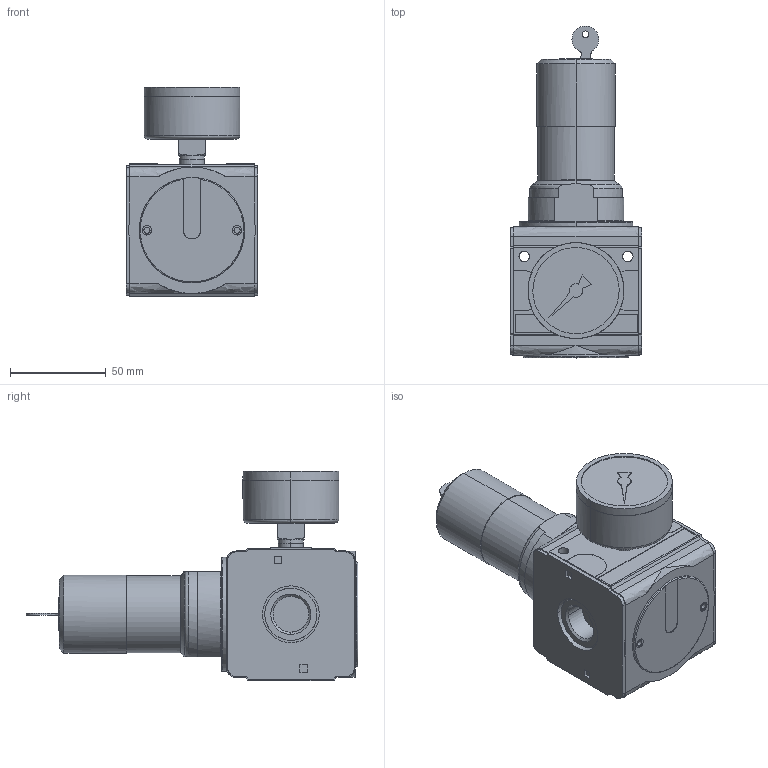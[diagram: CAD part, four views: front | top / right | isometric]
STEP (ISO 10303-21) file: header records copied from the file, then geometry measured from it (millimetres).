
FILE_DESCRIPTION(/* description */ (''),/* implementation_level */ '2;1');
FILE_NAME(/* name */ 'R33-~BE5',/* time_stamp */ '2019-01-04T12:38:41+01:00',/* author */ (''),/* organization */ (''),/* preprocessor_version */ 'ST-DEVELOPER v15',/* originating_system */ '',/* authorisation */ '');
FILE_SCHEMA (('CONFIG_CONTROL_DESIGN'));
Length unit declared in the file: millimetre
Products named in the file (4): Document; _R 33 - 3-2; 9.1733.004; _R 33 - 3-10000-G
Assembly tree (3 placements, depth 3):
  Document
    _R 33 - 3-2
    9.1733.004
      _R 33 - 3-10000-G
Bounding box: 68.8 x 173.19 x 109.1 mm (x, y, z)
Volume: 484344.2 mm3; surface area: 53495.7 mm2
Topology: 2 solids, 2 shells, 270 faces, 686 edges, 456 vertices
Faces by surface type: plane 149, bspline 121
Entity records: 9429 total; most frequent: CARTESIAN_POINT 4756, ORIENTED_EDGE 1372, EDGE_CURVE 686, VERTEX_POINT 456, B_SPLINE_CURVE_WITH_KNOTS 443, EDGE_LOOP 312, ADVANCED_FACE 270, FACE_OUTER_BOUND 270
